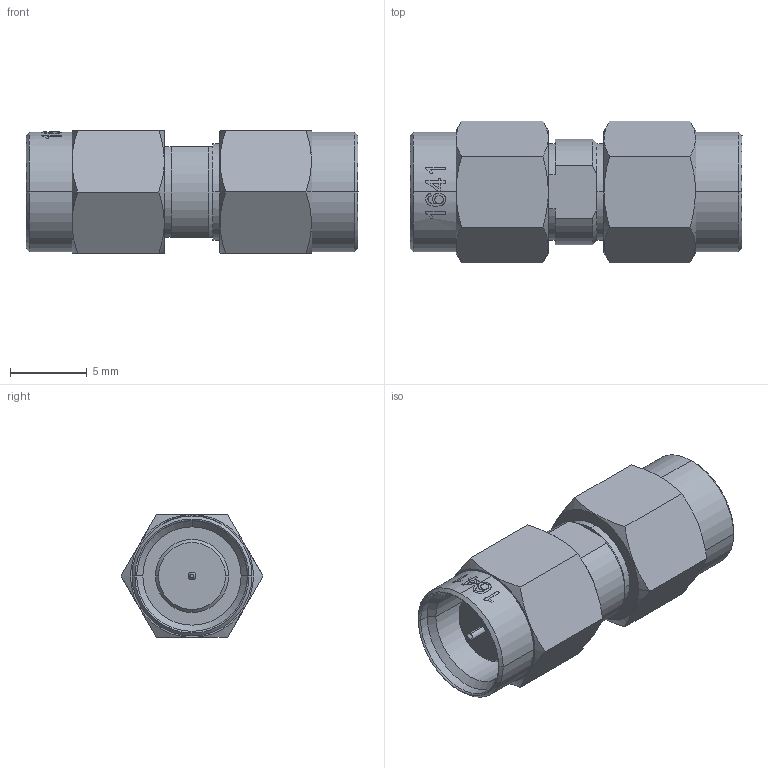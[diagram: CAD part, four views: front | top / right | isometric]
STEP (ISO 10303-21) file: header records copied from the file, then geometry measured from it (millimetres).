
FILE_DESCRIPTION (( 'STEP AP214' ), '1' );
FILE_NAME ('FMAD1641_3D.step', '2023-03-13T20:45:24', ( '' ), ( '' ), 'SwSTEP 2.0', 'SolidWorks 2022', '' );
FILE_SCHEMA (( 'AUTOMOTIVE_DESIGN' ));
Length unit declared in the file: inch
Products named in the file (1): FMAD1641_3D
Bounding box: 21.6 x 9.24 x 8 mm (x, y, z)
Volume: 786 mm3; surface area: 1075.6 mm2
Topology: 1 solids, 1 shells, 179 faces, 426 edges, 263 vertices
Faces by surface type: cylinder 52, plane 52, cone 49, bspline 26
Entity records: 6694 total; most frequent: CARTESIAN_POINT 2696, ORIENTED_EDGE 852, DIRECTION 781, EDGE_CURVE 426, AXIS2_PLACEMENT_3D 315, VERTEX_POINT 263, EDGE_LOOP 193, ADVANCED_FACE 179
